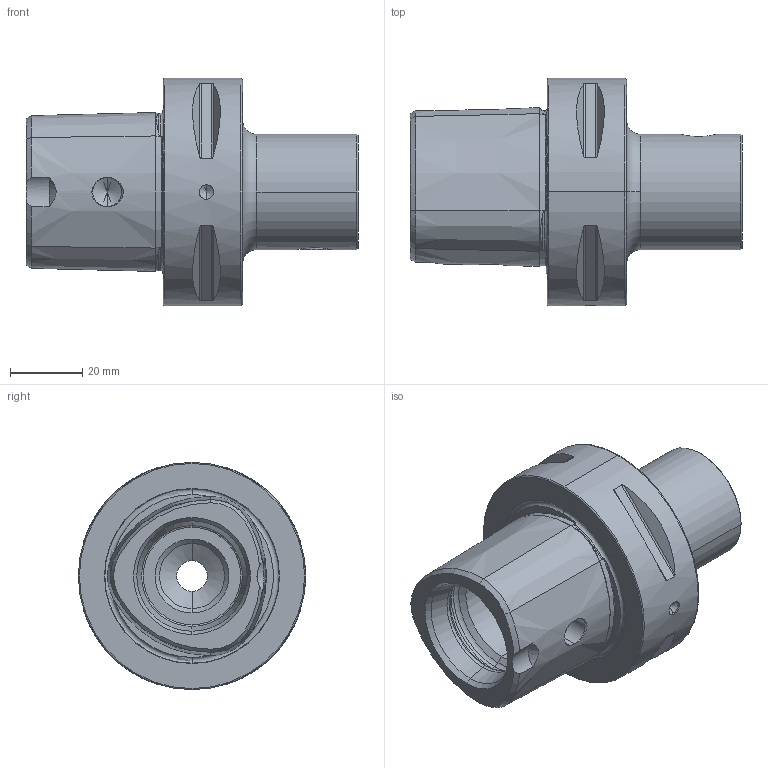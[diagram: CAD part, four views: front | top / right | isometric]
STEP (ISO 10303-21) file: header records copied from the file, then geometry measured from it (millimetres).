
FILE_DESCRIPTION (( 'STEP AP214' ), '1' );
FILE_NAME ('A51.806.032.054.STEP', '2024-12-13T08:53:02', ( '' ), ( '' ), 'SwSTEP 2.0', 'SolidWorks 2022', '' );
FILE_SCHEMA (( 'AUTOMOTIVE_DESIGN' ));
Length unit declared in the file: millimetre
Products named in the file (3): WH2-ER1.001.010; A51.806.032.054; PS6-WH3.K01.054_B
Assembly tree (3 placements, depth 2):
  A51.806.032.054
    PS6-WH3.K01.054_B
    WH2-ER1.001.010  x2
Bounding box: 92 x 63 x 63 mm (x, y, z)
Volume: 115388.7 mm3; surface area: 25383.9 mm2
Topology: 3 solids, 3 shells, 177 faces, 411 edges, 244 vertices
Faces by surface type: cone 55, torus 42, cylinder 41, plane 39
Entity records: 5528 total; most frequent: CARTESIAN_POINT 1673, DIRECTION 804, ORIENTED_EDGE 750, EDGE_CURVE 375, AXIS2_PLACEMENT_3D 341, VERTEX_POINT 224, EDGE_LOOP 177, CIRCLE 173
